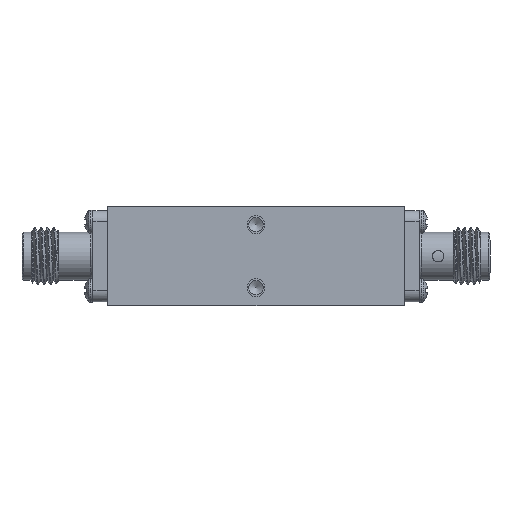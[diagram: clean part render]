
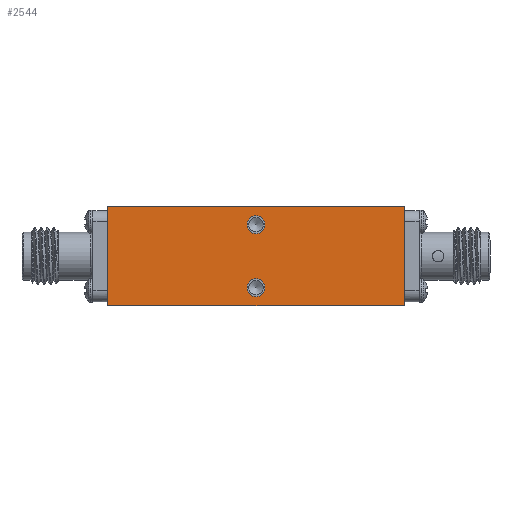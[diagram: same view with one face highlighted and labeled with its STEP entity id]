
A CAD part, front view. The second image highlights one B-rep face of the part: STEP entity #2544.
In plain terms, the highlighted planar face has unit normal (0, -1, 0).
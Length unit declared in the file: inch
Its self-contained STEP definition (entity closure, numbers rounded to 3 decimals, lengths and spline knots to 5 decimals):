
#313 = FACE_OUTER_BOUND ( 'NONE', #16355, .T. ) ;
#402 = ORIENTED_EDGE ( 'NONE', *, *, #23130, .T. ) ;
#1182 = DIRECTION ( 'NONE',  ( 0., -1., 0. ) ) ;
#1897 = CARTESIAN_POINT ( 'NONE',  ( 0., -0.29528, -0.17717 ) ) ;
#2447 = VECTOR ( 'NONE', #39908, 39.37008 ) ;
#2544 = ADVANCED_FACE ( 'NONE', ( #313, #35532, #12980 ), #38482, .F. ) ;
#3775 = ORIENTED_EDGE ( 'NONE', *, *, #23807, .F. ) ;
#4455 = CIRCLE ( 'NONE', #12425, 0.03937 ) ;
#5395 = CARTESIAN_POINT ( 'NONE',  ( -0.64961, -0.29528, 0.21654 ) ) ;
#5762 = EDGE_CURVE ( 'NONE', #33191, #20929, #30633, .T. ) ;
#6179 = DIRECTION ( 'NONE',  ( 1., 0., 0. ) ) ;
#7853 = EDGE_CURVE ( 'NONE', #33191, #26067, #8761, .T. ) ;
#8134 = VERTEX_POINT ( 'NONE', #30279 ) ;
#8460 = DIRECTION ( 'NONE',  ( 0., 0., -1. ) ) ;
#8761 = LINE ( 'NONE', #17688, #25465 ) ;
#8966 = VECTOR ( 'NONE', #6179, 39.37008 ) ;
#9781 = AXIS2_PLACEMENT_3D ( 'NONE', #17577, #1182, #8460 ) ;
#9867 = DIRECTION ( 'NONE',  ( 1., 0., 0. ) ) ;
#10185 = ORIENTED_EDGE ( 'NONE', *, *, #17768, .F. ) ;
#11856 = EDGE_LOOP ( 'NONE', ( #21181 ) ) ;
#11888 = LINE ( 'NONE', #36967, #2447 ) ;
#12425 = AXIS2_PLACEMENT_3D ( 'NONE', #19676, #38560, #25679 ) ;
#12980 = FACE_BOUND ( 'NONE', #11856, .T. ) ;
#13112 = CARTESIAN_POINT ( 'NONE',  ( 0.64961, -0.29528, 0.21654 ) ) ;
#13525 = AXIS2_PLACEMENT_3D ( 'NONE', #25598, #38272, #9867 ) ;
#16026 = LINE ( 'NONE', #28656, #39838 ) ;
#16147 = VERTEX_POINT ( 'NONE', #36858 ) ;
#16355 = EDGE_LOOP ( 'NONE', ( #402, #10185, #19048, #30470 ) ) ;
#17455 = EDGE_LOOP ( 'NONE', ( #3775 ) ) ;
#17577 = CARTESIAN_POINT ( 'NONE',  ( 0., -0.29528, -0.1378 ) ) ;
#17688 = CARTESIAN_POINT ( 'NONE',  ( -0.64961, -0.29528, 0.21654 ) ) ;
#17768 = EDGE_CURVE ( 'NONE', #20929, #16147, #16026, .T. ) ;
#19048 = ORIENTED_EDGE ( 'NONE', *, *, #5762, .F. ) ;
#19676 = CARTESIAN_POINT ( 'NONE',  ( 0., -0.29528, 0.1378 ) ) ;
#20929 = VERTEX_POINT ( 'NONE', #13112 ) ;
#21181 = ORIENTED_EDGE ( 'NONE', *, *, #23743, .F. ) ;
#21537 = CARTESIAN_POINT ( 'NONE',  ( -0.64961, -0.29528, 0.21654 ) ) ;
#23130 = EDGE_CURVE ( 'NONE', #26067, #16147, #11888, .T. ) ;
#23743 = EDGE_CURVE ( 'NONE', #8134, #8134, #4455, .T. ) ;
#23807 = EDGE_CURVE ( 'NONE', #36530, #36530, #27643, .T. ) ;
#24310 = DIRECTION ( 'NONE',  ( 0., 0., -1. ) ) ;
#25148 = DIRECTION ( 'NONE',  ( 0., 0., -1. ) ) ;
#25465 = VECTOR ( 'NONE', #24310, 39.37008 ) ;
#25598 = CARTESIAN_POINT ( 'NONE',  ( -0.64961, -0.29528, 0.21654 ) ) ;
#25679 = DIRECTION ( 'NONE',  ( 0., 0., -1. ) ) ;
#26067 = VERTEX_POINT ( 'NONE', #26792 ) ;
#26792 = CARTESIAN_POINT ( 'NONE',  ( -0.64961, -0.29528, -0.21654 ) ) ;
#27643 = CIRCLE ( 'NONE', #9781, 0.03937 ) ;
#28656 = CARTESIAN_POINT ( 'NONE',  ( 0.64961, -0.29528, 0.21654 ) ) ;
#30279 = CARTESIAN_POINT ( 'NONE',  ( 0., -0.29528, 0.09843 ) ) ;
#30470 = ORIENTED_EDGE ( 'NONE', *, *, #7853, .T. ) ;
#30633 = LINE ( 'NONE', #21537, #8966 ) ;
#33191 = VERTEX_POINT ( 'NONE', #5395 ) ;
#35532 = FACE_BOUND ( 'NONE', #17455, .T. ) ;
#36530 = VERTEX_POINT ( 'NONE', #1897 ) ;
#36858 = CARTESIAN_POINT ( 'NONE',  ( 0.64961, -0.29528, -0.21654 ) ) ;
#36967 = CARTESIAN_POINT ( 'NONE',  ( -0.64961, -0.29528, -0.21654 ) ) ;
#38272 = DIRECTION ( 'NONE',  ( 0., 1., 0. ) ) ;
#38482 = PLANE ( 'NONE',  #13525 ) ;
#38560 = DIRECTION ( 'NONE',  ( 0., -1., 0. ) ) ;
#39838 = VECTOR ( 'NONE', #25148, 39.37008 ) ;
#39908 = DIRECTION ( 'NONE',  ( 1., 0., 0. ) ) ;
